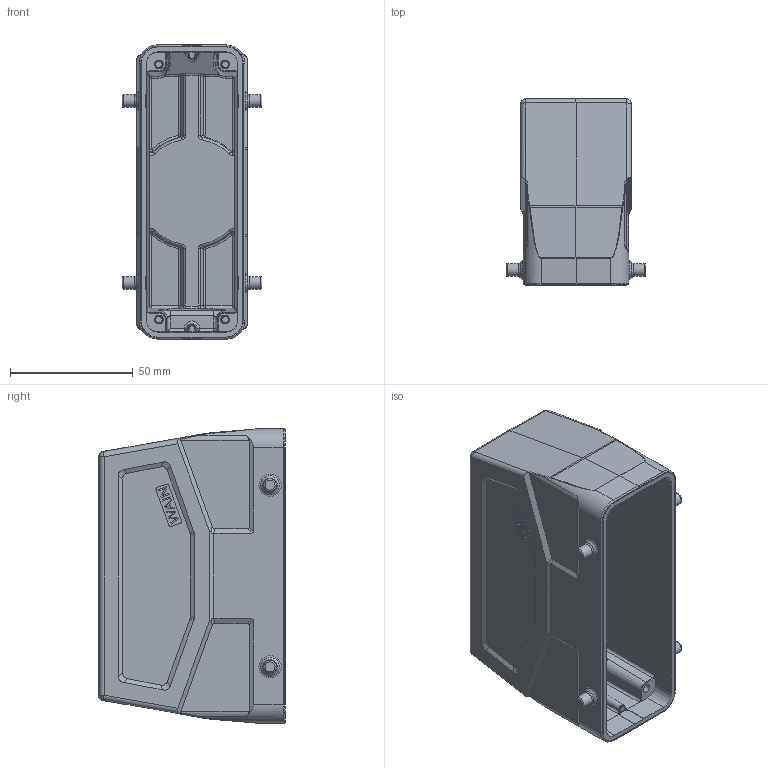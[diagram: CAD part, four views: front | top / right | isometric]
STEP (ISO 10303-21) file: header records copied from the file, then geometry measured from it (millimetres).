
FILE_DESCRIPTION(/* description */ (''),/* implementation_level */ '2;1');
FILE_NAME(/* name */ '3D_1121245305011_W24B-MSEH-4B-PG21_V1.0_stp.stp',/* time_stamp */ '2024-03-19T19:21:36+08:00',/* author */ (''),/* organization */ (''),/* preprocessor_version */ 'ST-DEVELOPER v18.1',/* originating_system */ 'SIEMENS PLM Software NX 1980',/* authorisation */ '');
FILE_SCHEMA (('MODEL_BASED_INTEGRATED_MANUFACTURING_SCHEMA'));
Length unit declared in the file: millimetre
Products named in the file (1): 3D_1121245305011_W24B-MSEH-4B-PG21_V1.0_stp
Bounding box: 57 x 76 x 120 mm (x, y, z)
Volume: 99373.9 mm3; surface area: 53068.7 mm2
Topology: 1 solids, 1 shells, 527 faces, 1310 edges, 804 vertices
Faces by surface type: plane 229, cylinder 160, bspline 58, torus 33, sphere 23, cone 22, extrusion 2
Full cylindrical faces by diameter (mm): 2.7 x4, 3.5 x4, 26.7 x1
Entity records: 16905 total; most frequent: CARTESIAN_POINT 4731, DIRECTION 2532, ORIENTED_EDGE 2518, EDGE_CURVE 1259, AXIS2_PLACEMENT_3D 918, VERTEX_POINT 791, VECTOR 696, LINE 694
